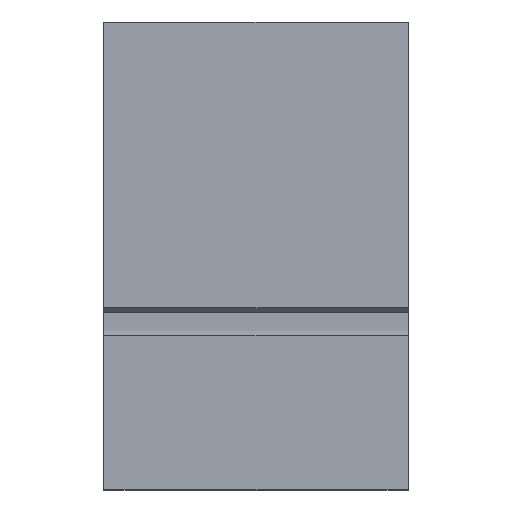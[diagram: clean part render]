
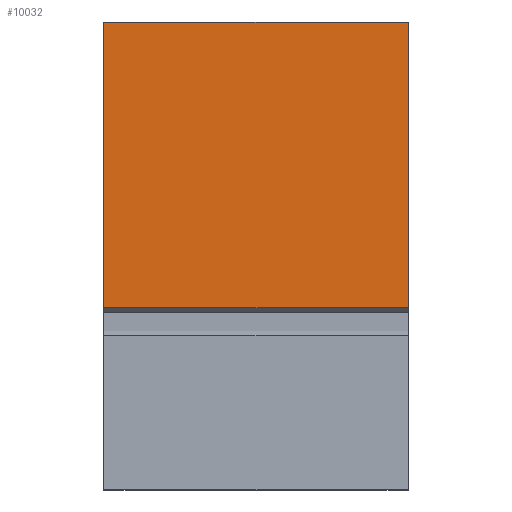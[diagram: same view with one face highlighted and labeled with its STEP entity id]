
A CAD part, top view. The second image highlights one B-rep face of the part: STEP entity #10032.
In plain terms, the highlighted planar face has unit normal (0, 0, 1).
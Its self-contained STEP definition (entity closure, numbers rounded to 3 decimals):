
#1776=ORIENTED_EDGE('',*,*,#2851,.F.);
#1777=ORIENTED_EDGE('',*,*,#1960,.T.);
#1778=ORIENTED_EDGE('',*,*,#2852,.T.);
#1779=ORIENTED_EDGE('',*,*,#2853,.T.);
#1960=EDGE_CURVE('',#2927,#2926,#3570,.T.);
#2851=EDGE_CURVE('',#2927,#3530,#4461,.T.);
#2852=EDGE_CURVE('',#2926,#3531,#4462,.T.);
#2853=EDGE_CURVE('',#3531,#3530,#4463,.T.);
#2926=VERTEX_POINT('',#12273);
#2927=VERTEX_POINT('',#12275);
#3530=VERTEX_POINT('',#14127);
#3531=VERTEX_POINT('',#14129);
#3570=LINE('',#12274,#4536);
#4461=LINE('',#14126,#5427);
#4462=LINE('',#14128,#5428);
#4463=LINE('',#14130,#5429);
#4536=VECTOR('',#10496,1000.);
#5427=VECTOR('',#12103,1000.);
#5428=VECTOR('',#12104,1000.);
#5429=VECTOR('',#12105,1000.);
#5931=EDGE_LOOP('',(#1776,#1777,#1778,#1779));
#6411=FACE_BOUND('',#5931,.T.);
#6813=PLANE('',#10439);
#10032=ADVANCED_FACE('',(#6411),#6813,.T.);
#10439=AXIS2_PLACEMENT_3D('',#14125,#12101,#12102);
#10496=DIRECTION('',(0.,1.,0.));
#12101=DIRECTION('',(0.,0.,1.));
#12102=DIRECTION('',(1.,0.,0.));
#12103=DIRECTION('',(-1.,0.,0.));
#12104=DIRECTION('',(-1.,0.,0.));
#12105=DIRECTION('',(0.,-1.,0.));
#12273=CARTESIAN_POINT('',(3.25,5.,1.372));
#12274=CARTESIAN_POINT('',(3.25,-5.,1.372));
#12275=CARTESIAN_POINT('',(3.25,-1.11,1.372));
#14125=CARTESIAN_POINT('',(0.,0.,1.372));
#14126=CARTESIAN_POINT('',(0.,-1.11,1.372));
#14127=CARTESIAN_POINT('',(-3.25,-1.11,1.372));
#14128=CARTESIAN_POINT('',(3.25,5.,1.372));
#14129=CARTESIAN_POINT('',(-3.25,5.,1.372));
#14130=CARTESIAN_POINT('',(-3.25,5.,1.372));
